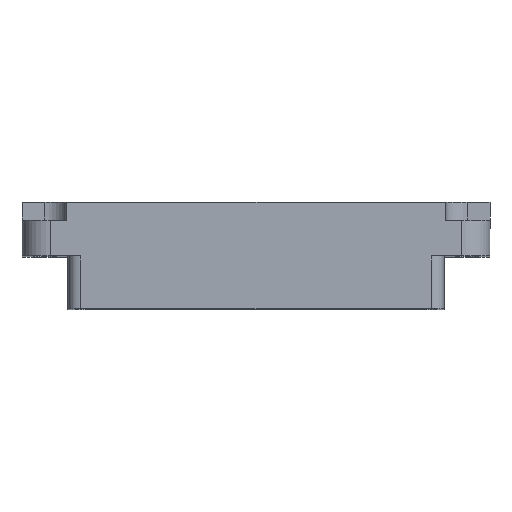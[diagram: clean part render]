
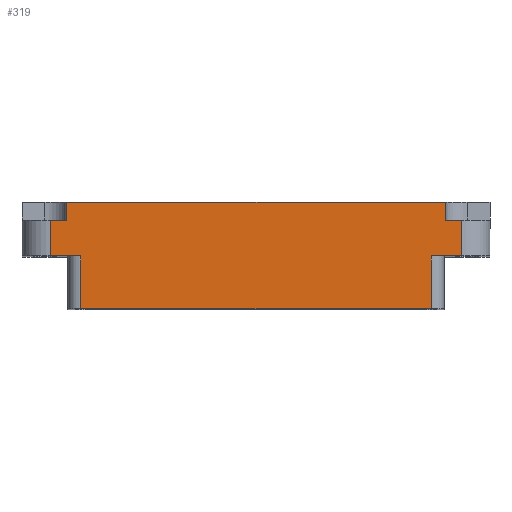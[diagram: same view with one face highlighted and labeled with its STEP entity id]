
A CAD part, top view. The second image highlights one B-rep face of the part: STEP entity #319.
In plain terms, the highlighted planar face has unit normal (0, 0, 1).
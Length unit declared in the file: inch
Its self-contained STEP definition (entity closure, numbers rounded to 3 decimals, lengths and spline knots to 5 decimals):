
#37 = CARTESIAN_POINT ( 'NONE',  ( 2.628, 0.94, 4.42 ) ) ;
#54 = LINE ( 'NONE', #1040, #762 ) ;
#106 = VERTEX_POINT ( 'NONE', #1697 ) ;
#133 = CARTESIAN_POINT ( 'NONE',  ( -0.12, 0.815, 4.42 ) ) ;
#147 = CARTESIAN_POINT ( 'NONE',  ( 0.09, 0.19685, 4.42 ) ) ;
#160 = DIRECTION ( 'NONE',  ( 1., 0., 0. ) ) ;
#210 = LINE ( 'NONE', #383, #776 ) ;
#245 = ORIENTED_EDGE ( 'NONE', *, *, #2097, .T. ) ;
#296 = CARTESIAN_POINT ( 'NONE',  ( 2.74, 0., 4.42 ) ) ;
#311 = ORIENTED_EDGE ( 'NONE', *, *, #1607, .T. ) ;
#319 = ADVANCED_FACE ( 'NONE', ( #2177 ), #1942, .F. ) ;
#330 = VECTOR ( 'NONE', #1758, 39.37008 ) ;
#334 = LINE ( 'NONE', #811, #330 ) ;
#379 = LINE ( 'NONE', #1101, #2517 ) ;
#383 = CARTESIAN_POINT ( 'NONE',  ( 2.628, 0.815, 4.42 ) ) ;
#396 = EDGE_CURVE ( 'NONE', #841, #2518, #2986, .T. ) ;
#425 = DIRECTION ( 'NONE',  ( 1., 0., 0. ) ) ;
#430 = EDGE_CURVE ( 'NONE', #2473, #106, #668, .T. ) ;
#462 = CARTESIAN_POINT ( 'NONE',  ( 2.74, 0.815, 4.42 ) ) ;
#473 = ORIENTED_EDGE ( 'NONE', *, *, #396, .F. ) ;
#482 = VECTOR ( 'NONE', #853, 39.37008 ) ;
#576 = CARTESIAN_POINT ( 'NONE',  ( 2.74, 0.565, 4.42 ) ) ;
#621 = CARTESIAN_POINT ( 'NONE',  ( 0., 0.19685, 4.42 ) ) ;
#668 = LINE ( 'NONE', #2255, #2246 ) ;
#762 = VECTOR ( 'NONE', #1467, 39.37008 ) ;
#776 = VECTOR ( 'NONE', #1104, 39.37008 ) ;
#785 = EDGE_CURVE ( 'NONE', #1520, #2101, #3012, .T. ) ;
#811 = CARTESIAN_POINT ( 'NONE',  ( 2.53, 0., 4.42 ) ) ;
#820 = CARTESIAN_POINT ( 'NONE',  ( 2.53, 0.565, 4.42 ) ) ;
#841 = VERTEX_POINT ( 'NONE', #2051 ) ;
#853 = DIRECTION ( 'NONE',  ( 1., 0., 0. ) ) ;
#857 = DIRECTION ( 'NONE',  ( 1., 0., 0. ) ) ;
#864 = VERTEX_POINT ( 'NONE', #820 ) ;
#881 = CARTESIAN_POINT ( 'NONE',  ( 2.62, 0.565, 4.42 ) ) ;
#905 = LINE ( 'NONE', #1362, #1464 ) ;
#1017 = LINE ( 'NONE', #296, #2003 ) ;
#1035 = EDGE_CURVE ( 'NONE', #2917, #2533, #1017, .T. ) ;
#1040 = CARTESIAN_POINT ( 'NONE',  ( -0.008, 0.815, 4.42 ) ) ;
#1082 = CARTESIAN_POINT ( 'NONE',  ( -0.12, 0.565, 4.42 ) ) ;
#1086 = ORIENTED_EDGE ( 'NONE', *, *, #2439, .T. ) ;
#1101 = CARTESIAN_POINT ( 'NONE',  ( 0.09, 0., 4.42 ) ) ;
#1102 = ORIENTED_EDGE ( 'NONE', *, *, #1185, .F. ) ;
#1104 = DIRECTION ( 'NONE',  ( 0., 1., 0. ) ) ;
#1107 = DIRECTION ( 'NONE',  ( -1., 0., 0. ) ) ;
#1119 = DIRECTION ( 'NONE',  ( -1., 0., 0. ) ) ;
#1160 = CARTESIAN_POINT ( 'NONE',  ( 2.628, 0.815, 4.42 ) ) ;
#1162 = EDGE_CURVE ( 'NONE', #1286, #2397, #905, .T. ) ;
#1185 = EDGE_CURVE ( 'NONE', #2260, #2533, #1827, .T. ) ;
#1285 = ORIENTED_EDGE ( 'NONE', *, *, #1162, .T. ) ;
#1286 = VERTEX_POINT ( 'NONE', #37 ) ;
#1362 = CARTESIAN_POINT ( 'NONE',  ( 2.94, 0.94, 4.42 ) ) ;
#1396 = CARTESIAN_POINT ( 'NONE',  ( -0.008, 0.815, 4.42 ) ) ;
#1464 = VECTOR ( 'NONE', #1107, 39.37008 ) ;
#1467 = DIRECTION ( 'NONE',  ( 0., 1., 0. ) ) ;
#1520 = VERTEX_POINT ( 'NONE', #2206 ) ;
#1531 = VECTOR ( 'NONE', #160, 39.37008 ) ;
#1571 = DIRECTION ( 'NONE',  ( -1., 0., 0. ) ) ;
#1574 = EDGE_CURVE ( 'NONE', #1520, #864, #334, .T. ) ;
#1598 = ORIENTED_EDGE ( 'NONE', *, *, #2000, .T. ) ;
#1599 = LINE ( 'NONE', #881, #1531 ) ;
#1607 = EDGE_CURVE ( 'NONE', #2260, #1286, #210, .T. ) ;
#1673 = AXIS2_PLACEMENT_3D ( 'NONE', #2893, #2659, #1119 ) ;
#1697 = CARTESIAN_POINT ( 'NONE',  ( 0.09, 0.565, 4.42 ) ) ;
#1758 = DIRECTION ( 'NONE',  ( 0., 1., 0. ) ) ;
#1827 = LINE ( 'NONE', #2779, #2251 ) ;
#1844 = ORIENTED_EDGE ( 'NONE', *, *, #1574, .T. ) ;
#1942 = PLANE ( 'NONE',  #1673 ) ;
#2000 = EDGE_CURVE ( 'NONE', #106, #2101, #379, .T. ) ;
#2003 = VECTOR ( 'NONE', #2447, 39.37008 ) ;
#2051 = CARTESIAN_POINT ( 'NONE',  ( -0.12, 0.815, 4.42 ) ) ;
#2081 = LINE ( 'NONE', #2268, #2271 ) ;
#2097 = EDGE_CURVE ( 'NONE', #841, #2473, #2081, .T. ) ;
#2101 = VERTEX_POINT ( 'NONE', #147 ) ;
#2117 = ORIENTED_EDGE ( 'NONE', *, *, #785, .F. ) ;
#2177 = FACE_OUTER_BOUND ( 'NONE', #2396, .T. ) ;
#2206 = CARTESIAN_POINT ( 'NONE',  ( 2.53, 0.19685, 4.42 ) ) ;
#2246 = VECTOR ( 'NONE', #425, 39.37008 ) ;
#2251 = VECTOR ( 'NONE', #857, 39.37008 ) ;
#2255 = CARTESIAN_POINT ( 'NONE',  ( -0.32, 0.565, 4.42 ) ) ;
#2260 = VERTEX_POINT ( 'NONE', #1160 ) ;
#2268 = CARTESIAN_POINT ( 'NONE',  ( -0.12, 0., 4.42 ) ) ;
#2271 = VECTOR ( 'NONE', #3028, 39.37008 ) ;
#2298 = CARTESIAN_POINT ( 'NONE',  ( -0.008, 0.94, 4.42 ) ) ;
#2392 = ORIENTED_EDGE ( 'NONE', *, *, #1035, .T. ) ;
#2396 = EDGE_LOOP ( 'NONE', ( #2117, #1844, #1086, #2392, #1102, #311, #1285, #2586, #473, #245, #2529, #1598 ) ) ;
#2397 = VERTEX_POINT ( 'NONE', #2298 ) ;
#2439 = EDGE_CURVE ( 'NONE', #864, #2917, #1599, .T. ) ;
#2447 = DIRECTION ( 'NONE',  ( 0., 1., 0. ) ) ;
#2473 = VERTEX_POINT ( 'NONE', #1082 ) ;
#2517 = VECTOR ( 'NONE', #2967, 39.37008 ) ;
#2518 = VERTEX_POINT ( 'NONE', #1396 ) ;
#2529 = ORIENTED_EDGE ( 'NONE', *, *, #430, .T. ) ;
#2533 = VERTEX_POINT ( 'NONE', #462 ) ;
#2586 = ORIENTED_EDGE ( 'NONE', *, *, #2898, .F. ) ;
#2659 = DIRECTION ( 'NONE',  ( 0., 0., -1. ) ) ;
#2779 = CARTESIAN_POINT ( 'NONE',  ( 2.74, 0.815, 4.42 ) ) ;
#2893 = CARTESIAN_POINT ( 'NONE',  ( 0., 0., 4.42 ) ) ;
#2898 = EDGE_CURVE ( 'NONE', #2518, #2397, #54, .T. ) ;
#2917 = VERTEX_POINT ( 'NONE', #576 ) ;
#2967 = DIRECTION ( 'NONE',  ( 0., -1., 0. ) ) ;
#2986 = LINE ( 'NONE', #133, #482 ) ;
#3012 = LINE ( 'NONE', #621, #3026 ) ;
#3026 = VECTOR ( 'NONE', #1571, 39.37008 ) ;
#3028 = DIRECTION ( 'NONE',  ( 0., -1., 0. ) ) ;
